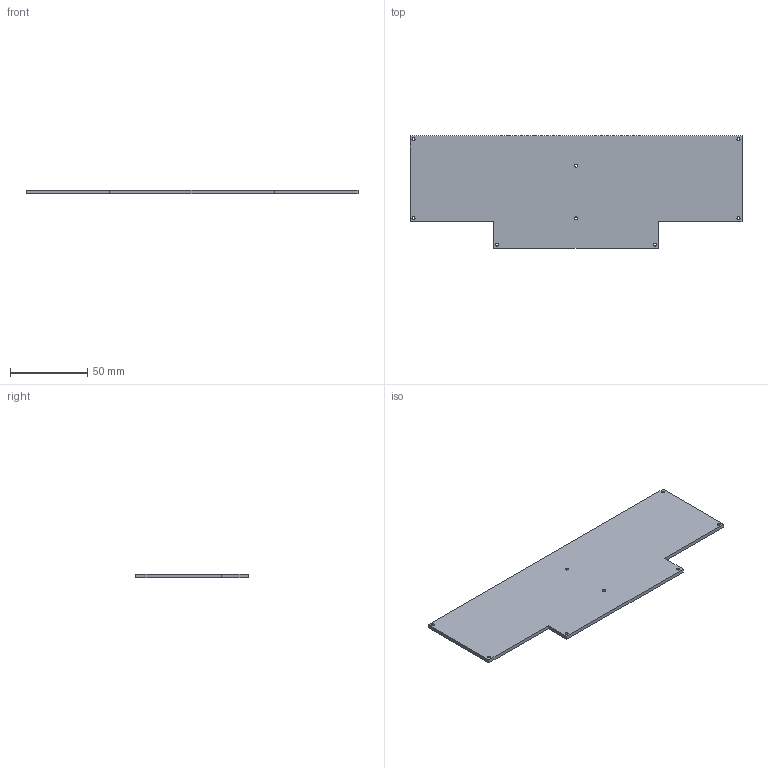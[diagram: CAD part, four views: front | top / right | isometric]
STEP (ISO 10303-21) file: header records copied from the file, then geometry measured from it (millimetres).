
FILE_DESCRIPTION(('HOOPS Exchange Step'),'2;1');
FILE_NAME('temp_export','2022-12-04T14:58:07-05:00',('jscotto'),('Shapr3D Limited'),'HOOPS Exchange 2022.1','Shapr3D','Authorized');
FILE_SCHEMA( ('AUTOMOTIVE_DESIGN { 1 0 10303 214 1 1 1 1 }') );
Length unit declared in the file: millimetre
Products named in the file (1): Bottom
Bounding box: 214.5 x 72.5 x 2.36 mm (x, y, z)
Volume: 32338.8 mm3; surface area: 28854.9 mm2
Topology: 1 solids, 1 shells, 18 faces, 60 edges, 44 vertices
Faces by surface type: plane 10, cylinder 6, bspline 2
Full cylindrical faces by diameter (mm): 2 x6
Entity records: 806 total; most frequent: CARTESIAN_POINT 207, ORIENTED_EDGE 120, DIRECTION 112, EDGE_CURVE 60, VERTEX_POINT 44, AXIS2_PLACEMENT_3D 41, EDGE_LOOP 34, FACE_BOUND 34
